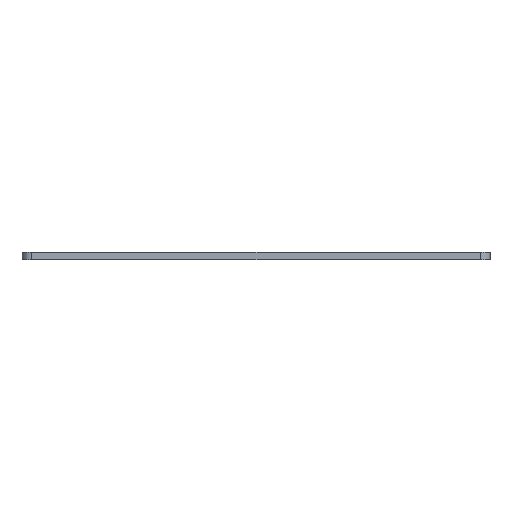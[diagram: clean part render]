
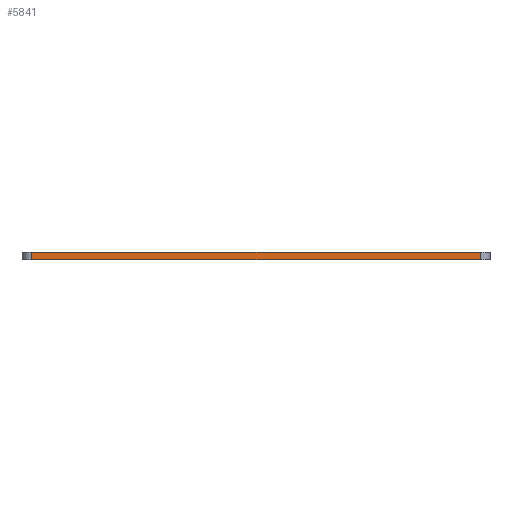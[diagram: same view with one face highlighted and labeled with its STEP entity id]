
A CAD part, left-side view. The second image highlights one B-rep face of the part: STEP entity #5841.
In plain terms, the highlighted planar face has unit normal (-1, 0, 0).
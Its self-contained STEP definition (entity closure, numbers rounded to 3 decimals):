
#146 = VERTEX_POINT('',#147);
#147 = CARTESIAN_POINT('',(-73.819,45.625,0.));
#154 = EDGE_CURVE('',#155,#146,#157,.T.);
#155 = VERTEX_POINT('',#156);
#156 = CARTESIAN_POINT('',(-73.819,-45.625,0.));
#157 = LINE('',#158,#159);
#158 = CARTESIAN_POINT('',(-73.819,-45.625,0.));
#159 = VECTOR('',#160,1.);
#160 = DIRECTION('',(0.,1.,0.));
#2980 = VERTEX_POINT('',#2981);
#2981 = CARTESIAN_POINT('',(-73.819,45.625,1.6));
#2988 = EDGE_CURVE('',#2989,#2980,#2991,.T.);
#2989 = VERTEX_POINT('',#2990);
#2990 = CARTESIAN_POINT('',(-73.819,-45.625,1.6));
#2991 = LINE('',#2992,#2993);
#2992 = CARTESIAN_POINT('',(-73.819,-45.625,1.6));
#2993 = VECTOR('',#2994,1.);
#2994 = DIRECTION('',(0.,1.,0.));
#5811 = EDGE_CURVE('',#146,#2980,#5812,.T.);
#5812 = LINE('',#5813,#5814);
#5813 = CARTESIAN_POINT('',(-73.819,45.625,0.));
#5814 = VECTOR('',#5815,1.);
#5815 = DIRECTION('',(0.,0.,1.));
#5841 = ADVANCED_FACE('',(#5842),#5853,.T.);
#5842 = FACE_BOUND('',#5843,.T.);
#5843 = EDGE_LOOP('',(#5844,#5850,#5851,#5852));
#5844 = ORIENTED_EDGE('',*,*,#5845,.T.);
#5845 = EDGE_CURVE('',#155,#2989,#5846,.T.);
#5846 = LINE('',#5847,#5848);
#5847 = CARTESIAN_POINT('',(-73.819,-45.625,0.));
#5848 = VECTOR('',#5849,1.);
#5849 = DIRECTION('',(0.,0.,1.));
#5850 = ORIENTED_EDGE('',*,*,#2988,.T.);
#5851 = ORIENTED_EDGE('',*,*,#5811,.F.);
#5852 = ORIENTED_EDGE('',*,*,#154,.F.);
#5853 = PLANE('',#5854);
#5854 = AXIS2_PLACEMENT_3D('',#5855,#5856,#5857);
#5855 = CARTESIAN_POINT('',(-73.819,-45.625,0.));
#5856 = DIRECTION('',(-1.,0.,0.));
#5857 = DIRECTION('',(0.,1.,0.));
